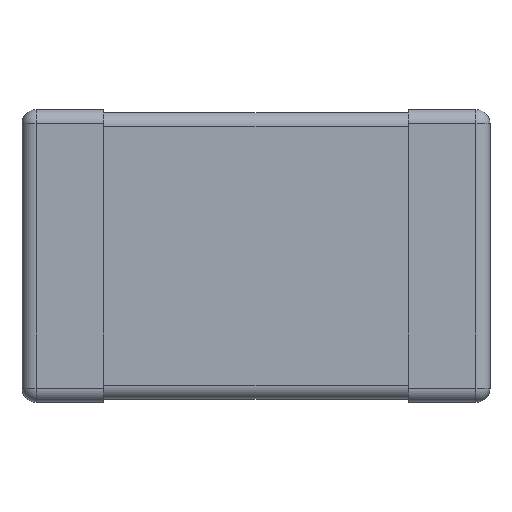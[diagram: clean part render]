
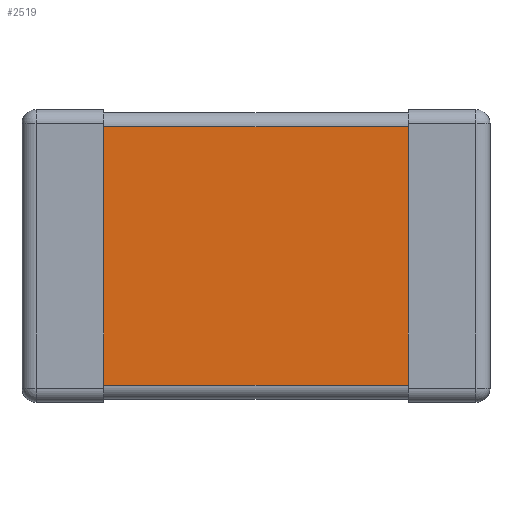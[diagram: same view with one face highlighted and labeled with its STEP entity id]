
A CAD part, top view. The second image highlights one B-rep face of the part: STEP entity #2519.
In plain terms, the highlighted planar face has unit normal (0, 0, 1).
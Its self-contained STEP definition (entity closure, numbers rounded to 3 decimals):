
#2061 = PLANE('',#2062);
#2062 = AXIS2_PLACEMENT_3D('',#2063,#2064,#2065);
#2063 = CARTESIAN_POINT('',(-0.65,-0.613,0.006));
#2064 = DIRECTION('',(1.,0.,0.));
#2065 = DIRECTION('',(0.,0.,1.));
#2204 = VERTEX_POINT('',#2205);
#2205 = CARTESIAN_POINT('',(-0.65,0.553,0.594));
#2220 = CYLINDRICAL_SURFACE('',#2221,0.06);
#2221 = AXIS2_PLACEMENT_3D('',#2222,#2223,#2224);
#2222 = CARTESIAN_POINT('',(-0.65,0.553,0.534));
#2223 = DIRECTION('',(1.,0.,0.));
#2224 = DIRECTION('',(-0.,1.,0.));
#2232 = EDGE_CURVE('',#2233,#2204,#2235,.T.);
#2233 = VERTEX_POINT('',#2234);
#2234 = CARTESIAN_POINT('',(-0.65,-0.553,0.594));
#2235 = SURFACE_CURVE('',#2236,(#2240,#2247),.PCURVE_S1.);
#2236 = LINE('',#2237,#2238);
#2237 = CARTESIAN_POINT('',(-0.65,-0.613,0.594));
#2238 = VECTOR('',#2239,1.);
#2239 = DIRECTION('',(0.,1.,0.));
#2240 = PCURVE('',#2061,#2241);
#2241 = DEFINITIONAL_REPRESENTATION('',(#2242),#2246);
#2242 = LINE('',#2243,#2244);
#2243 = CARTESIAN_POINT('',(0.588,0.));
#2244 = VECTOR('',#2245,1.);
#2245 = DIRECTION('',(0.,-1.));
#2246 = ( GEOMETRIC_REPRESENTATION_CONTEXT(2) 
PARAMETRIC_REPRESENTATION_CONTEXT() REPRESENTATION_CONTEXT('2D SPACE',''
  ) );
#2247 = PCURVE('',#2248,#2253);
#2248 = PLANE('',#2249);
#2249 = AXIS2_PLACEMENT_3D('',#2250,#2251,#2252);
#2250 = CARTESIAN_POINT('',(-0.65,-0.613,0.594));
#2251 = DIRECTION('',(0.,0.,1.));
#2252 = DIRECTION('',(1.,0.,0.));
#2253 = DEFINITIONAL_REPRESENTATION('',(#2254),#2258);
#2254 = LINE('',#2255,#2256);
#2255 = CARTESIAN_POINT('',(0.,0.));
#2256 = VECTOR('',#2257,1.);
#2257 = DIRECTION('',(0.,1.));
#2258 = ( GEOMETRIC_REPRESENTATION_CONTEXT(2) 
PARAMETRIC_REPRESENTATION_CONTEXT() REPRESENTATION_CONTEXT('2D SPACE',''
  ) );
#2279 = CYLINDRICAL_SURFACE('',#2280,0.06);
#2280 = AXIS2_PLACEMENT_3D('',#2281,#2282,#2283);
#2281 = CARTESIAN_POINT('',(-0.65,-0.553,0.534));
#2282 = DIRECTION('',(1.,0.,0.));
#2283 = DIRECTION('',(0.,-1.,0.));
#2312 = PLANE('',#2313);
#2313 = AXIS2_PLACEMENT_3D('',#2314,#2315,#2316);
#2314 = CARTESIAN_POINT('',(0.65,-0.613,0.006));
#2315 = DIRECTION('',(1.,0.,0.));
#2316 = DIRECTION('',(0.,0.,1.));
#2421 = EDGE_CURVE('',#2233,#2422,#2424,.T.);
#2422 = VERTEX_POINT('',#2423);
#2423 = CARTESIAN_POINT('',(0.65,-0.553,0.594));
#2424 = SURFACE_CURVE('',#2425,(#2429,#2436),.PCURVE_S1.);
#2425 = LINE('',#2426,#2427);
#2426 = CARTESIAN_POINT('',(-0.65,-0.553,0.594));
#2427 = VECTOR('',#2428,1.);
#2428 = DIRECTION('',(1.,0.,0.));
#2429 = PCURVE('',#2279,#2430);
#2430 = DEFINITIONAL_REPRESENTATION('',(#2431),#2435);
#2431 = LINE('',#2432,#2433);
#2432 = CARTESIAN_POINT('',(-1.571,0.));
#2433 = VECTOR('',#2434,1.);
#2434 = DIRECTION('',(-0.,1.));
#2435 = ( GEOMETRIC_REPRESENTATION_CONTEXT(2) 
PARAMETRIC_REPRESENTATION_CONTEXT() REPRESENTATION_CONTEXT('2D SPACE',''
  ) );
#2436 = PCURVE('',#2248,#2437);
#2437 = DEFINITIONAL_REPRESENTATION('',(#2438),#2442);
#2438 = LINE('',#2439,#2440);
#2439 = CARTESIAN_POINT('',(0.,0.06));
#2440 = VECTOR('',#2441,1.);
#2441 = DIRECTION('',(1.,0.));
#2442 = ( GEOMETRIC_REPRESENTATION_CONTEXT(2) 
PARAMETRIC_REPRESENTATION_CONTEXT() REPRESENTATION_CONTEXT('2D SPACE',''
  ) );
#2519 = ADVANCED_FACE('',(#2520),#2248,.T.);
#2520 = FACE_BOUND('',#2521,.T.);
#2521 = EDGE_LOOP('',(#2522,#2523,#2524,#2547));
#2522 = ORIENTED_EDGE('',*,*,#2232,.F.);
#2523 = ORIENTED_EDGE('',*,*,#2421,.T.);
#2524 = ORIENTED_EDGE('',*,*,#2525,.T.);
#2525 = EDGE_CURVE('',#2422,#2526,#2528,.T.);
#2526 = VERTEX_POINT('',#2527);
#2527 = CARTESIAN_POINT('',(0.65,0.553,0.594));
#2528 = SURFACE_CURVE('',#2529,(#2533,#2540),.PCURVE_S1.);
#2529 = LINE('',#2530,#2531);
#2530 = CARTESIAN_POINT('',(0.65,-0.613,0.594));
#2531 = VECTOR('',#2532,1.);
#2532 = DIRECTION('',(0.,1.,0.));
#2533 = PCURVE('',#2248,#2534);
#2534 = DEFINITIONAL_REPRESENTATION('',(#2535),#2539);
#2535 = LINE('',#2536,#2537);
#2536 = CARTESIAN_POINT('',(1.3,0.));
#2537 = VECTOR('',#2538,1.);
#2538 = DIRECTION('',(0.,1.));
#2539 = ( GEOMETRIC_REPRESENTATION_CONTEXT(2) 
PARAMETRIC_REPRESENTATION_CONTEXT() REPRESENTATION_CONTEXT('2D SPACE',''
  ) );
#2540 = PCURVE('',#2312,#2541);
#2541 = DEFINITIONAL_REPRESENTATION('',(#2542),#2546);
#2542 = LINE('',#2543,#2544);
#2543 = CARTESIAN_POINT('',(0.588,0.));
#2544 = VECTOR('',#2545,1.);
#2545 = DIRECTION('',(0.,-1.));
#2546 = ( GEOMETRIC_REPRESENTATION_CONTEXT(2) 
PARAMETRIC_REPRESENTATION_CONTEXT() REPRESENTATION_CONTEXT('2D SPACE',''
  ) );
#2547 = ORIENTED_EDGE('',*,*,#2548,.F.);
#2548 = EDGE_CURVE('',#2204,#2526,#2549,.T.);
#2549 = SURFACE_CURVE('',#2550,(#2554,#2561),.PCURVE_S1.);
#2550 = LINE('',#2551,#2552);
#2551 = CARTESIAN_POINT('',(-0.65,0.553,0.594));
#2552 = VECTOR('',#2553,1.);
#2553 = DIRECTION('',(1.,0.,0.));
#2554 = PCURVE('',#2248,#2555);
#2555 = DEFINITIONAL_REPRESENTATION('',(#2556),#2560);
#2556 = LINE('',#2557,#2558);
#2557 = CARTESIAN_POINT('',(0.,1.165));
#2558 = VECTOR('',#2559,1.);
#2559 = DIRECTION('',(1.,0.));
#2560 = ( GEOMETRIC_REPRESENTATION_CONTEXT(2) 
PARAMETRIC_REPRESENTATION_CONTEXT() REPRESENTATION_CONTEXT('2D SPACE',''
  ) );
#2561 = PCURVE('',#2220,#2562);
#2562 = DEFINITIONAL_REPRESENTATION('',(#2563),#2567);
#2563 = LINE('',#2564,#2565);
#2564 = CARTESIAN_POINT('',(1.571,0.));
#2565 = VECTOR('',#2566,1.);
#2566 = DIRECTION('',(0.,1.));
#2567 = ( GEOMETRIC_REPRESENTATION_CONTEXT(2) 
PARAMETRIC_REPRESENTATION_CONTEXT() REPRESENTATION_CONTEXT('2D SPACE',''
  ) );
